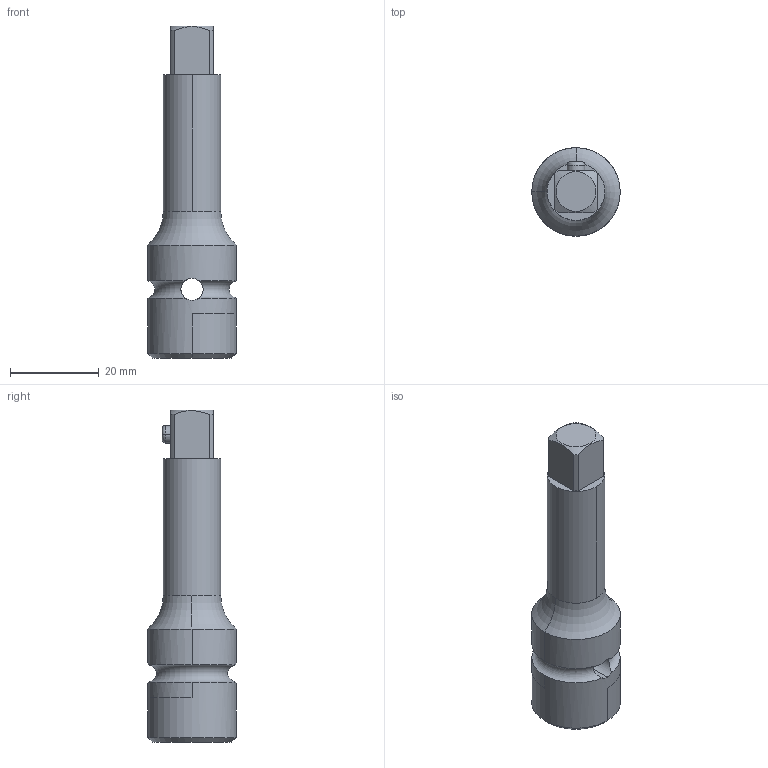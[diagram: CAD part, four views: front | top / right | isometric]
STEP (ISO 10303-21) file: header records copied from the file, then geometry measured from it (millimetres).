
FILE_DESCRIPTION((''),'2;1');
FILE_NAME('4023360002','2023-08-22T12:09:26',('A00565553'),(''),'CREO PARAMETRIC BY PTC INC, 2022414','CREO PARAMETRIC BY PTC INC, 2022414','');
FILE_SCHEMA(('CONFIG_CONTROL_DESIGN','GEOMETRIC_VALIDATION_PROPERTIES_MIM'));
Length unit declared in the file: millimetre
Products named in the file (1): 4023360002
Bounding box: 20 x 20 x 75 mm (x, y, z)
Volume: 11542.8 mm3; surface area: 5230.7 mm2
Topology: 2 solids, 2 shells, 61 faces, 154 edges, 100 vertices
Faces by surface type: cylinder 26, plane 17, cone 10, torus 6, bspline 2
Entity records: 3190 total; most frequent: CARTESIAN_POINT 1062, DIRECTION 312, ORIENTED_EDGE 308, PRESENTATION_STYLE_ASSIGNMENT 164, STYLED_ITEM 156, CURVE_STYLE 154, EDGE_CURVE 154, AXIS2_PLACEMENT_3D 129
